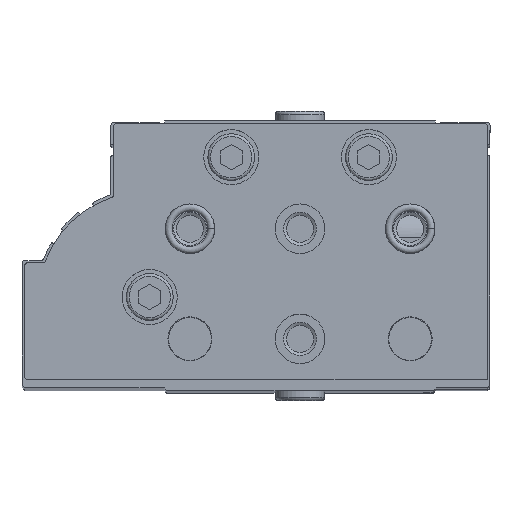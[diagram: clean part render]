
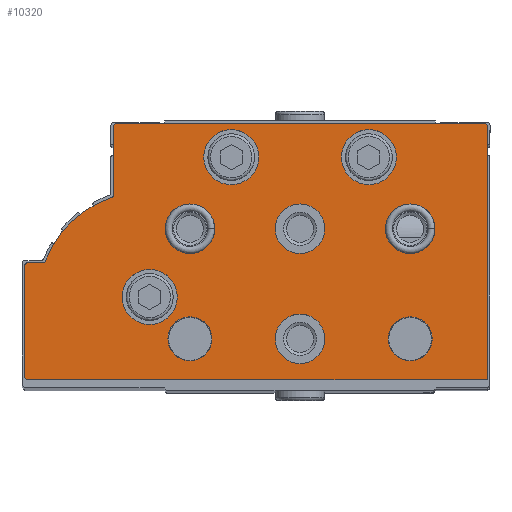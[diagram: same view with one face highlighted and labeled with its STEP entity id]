
A CAD part, top view. The second image highlights one B-rep face of the part: STEP entity #10320.
In plain terms, the highlighted face is planar.
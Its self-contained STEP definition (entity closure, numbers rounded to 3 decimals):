
#1064=LINE('',#17332,#1878);
#1066=LINE('',#17336,#1880);
#1069=LINE('',#17344,#1883);
#1072=LINE('',#17352,#1886);
#1077=LINE('',#17368,#1891);
#1080=LINE('',#17376,#1894);
#1878=VECTOR('',#14036,1000.);
#1880=VECTOR('',#14040,1000.);
#1883=VECTOR('',#14049,1000.);
#1886=VECTOR('',#14058,1000.);
#1891=VECTOR('',#14077,1000.);
#1894=VECTOR('',#14086,1000.);
#4083=ORIENTED_EDGE('',*,*,#5898,.T.);
#4084=ORIENTED_EDGE('',*,*,#5899,.T.);
#4085=ORIENTED_EDGE('',*,*,#5900,.T.);
#4086=ORIENTED_EDGE('',*,*,#5901,.T.);
#4087=ORIENTED_EDGE('',*,*,#5902,.T.);
#4088=ORIENTED_EDGE('',*,*,#5903,.T.);
#4089=ORIENTED_EDGE('',*,*,#5904,.T.);
#4090=ORIENTED_EDGE('',*,*,#5905,.T.);
#4091=ORIENTED_EDGE('',*,*,#5906,.T.);
#4092=ORIENTED_EDGE('',*,*,#5871,.F.);
#4093=ORIENTED_EDGE('',*,*,#5896,.F.);
#4094=ORIENTED_EDGE('',*,*,#5894,.F.);
#4095=ORIENTED_EDGE('',*,*,#5892,.F.);
#4096=ORIENTED_EDGE('',*,*,#5890,.T.);
#4097=ORIENTED_EDGE('',*,*,#5888,.F.);
#4098=ORIENTED_EDGE('',*,*,#5886,.T.);
#4099=ORIENTED_EDGE('',*,*,#5884,.F.);
#4100=ORIENTED_EDGE('',*,*,#5882,.F.);
#4101=ORIENTED_EDGE('',*,*,#5880,.F.);
#4102=ORIENTED_EDGE('',*,*,#5878,.F.);
#4103=ORIENTED_EDGE('',*,*,#5876,.F.);
#4104=ORIENTED_EDGE('',*,*,#5874,.F.);
#5871=EDGE_CURVE('',#6994,#6995,#7590,.T.);
#5874=EDGE_CURVE('',#6995,#6996,#1064,.T.);
#5876=EDGE_CURVE('',#6996,#6997,#1066,.T.);
#5878=EDGE_CURVE('',#6997,#6998,#7591,.T.);
#5880=EDGE_CURVE('',#6998,#6999,#1069,.T.);
#5882=EDGE_CURVE('',#6999,#7000,#7592,.T.);
#5884=EDGE_CURVE('',#7000,#7001,#1072,.T.);
#5886=EDGE_CURVE('',#7002,#7001,#7593,.T.);
#5888=EDGE_CURVE('',#7002,#7003,#7594,.T.);
#5890=EDGE_CURVE('',#7004,#7003,#7595,.T.);
#5892=EDGE_CURVE('',#7004,#7005,#1077,.T.);
#5894=EDGE_CURVE('',#7005,#7006,#7596,.T.);
#5896=EDGE_CURVE('',#7006,#6994,#1080,.T.);
#5898=EDGE_CURVE('',#7007,#7007,#7597,.T.);
#5899=EDGE_CURVE('',#7008,#7008,#7598,.T.);
#5900=EDGE_CURVE('',#7009,#7009,#7599,.T.);
#5901=EDGE_CURVE('',#7010,#7010,#7600,.T.);
#5902=EDGE_CURVE('',#7011,#7011,#7601,.T.);
#5903=EDGE_CURVE('',#7012,#7012,#7602,.T.);
#5904=EDGE_CURVE('',#7013,#7013,#7603,.T.);
#5905=EDGE_CURVE('',#7014,#7014,#7604,.T.);
#5906=EDGE_CURVE('',#7015,#7015,#7605,.T.);
#6994=VERTEX_POINT('',#17327);
#6995=VERTEX_POINT('',#17328);
#6996=VERTEX_POINT('',#17333);
#6997=VERTEX_POINT('',#17337);
#6998=VERTEX_POINT('',#17341);
#6999=VERTEX_POINT('',#17345);
#7000=VERTEX_POINT('',#17349);
#7001=VERTEX_POINT('',#17353);
#7002=VERTEX_POINT('',#17357);
#7003=VERTEX_POINT('',#17361);
#7004=VERTEX_POINT('',#17365);
#7005=VERTEX_POINT('',#17369);
#7006=VERTEX_POINT('',#17373);
#7007=VERTEX_POINT('',#17380);
#7008=VERTEX_POINT('',#17382);
#7009=VERTEX_POINT('',#17384);
#7010=VERTEX_POINT('',#17386);
#7011=VERTEX_POINT('',#17388);
#7012=VERTEX_POINT('',#17390);
#7013=VERTEX_POINT('',#17392);
#7014=VERTEX_POINT('',#17394);
#7015=VERTEX_POINT('',#17396);
#7590=CIRCLE('',#11411,0.5);
#7591=CIRCLE('',#11415,0.5);
#7592=CIRCLE('',#11418,0.5);
#7593=CIRCLE('',#11421,0.5);
#7594=CIRCLE('',#11423,19.5);
#7595=CIRCLE('',#11425,0.5);
#7596=CIRCLE('',#11428,0.5);
#7597=CIRCLE('',#11431,5.);
#7598=CIRCLE('',#11432,5.);
#7599=CIRCLE('',#11433,5.);
#7600=CIRCLE('',#11434,4.5);
#7601=CIRCLE('',#11435,4.5);
#7602=CIRCLE('',#11436,4.5);
#7603=CIRCLE('',#11437,4.5);
#7604=CIRCLE('',#11438,4.);
#7605=CIRCLE('',#11439,4.);
#8330=EDGE_LOOP('',(#4083));
#8331=EDGE_LOOP('',(#4084));
#8332=EDGE_LOOP('',(#4085));
#8333=EDGE_LOOP('',(#4086));
#8334=EDGE_LOOP('',(#4087));
#8335=EDGE_LOOP('',(#4088));
#8336=EDGE_LOOP('',(#4089));
#8337=EDGE_LOOP('',(#4090));
#8338=EDGE_LOOP('',(#4091));
#8339=EDGE_LOOP('',(#4092,#4093,#4094,#4095,#4096,#4097,#4098,#4099,#4100,
#4101,#4102,#4103,#4104));
#9250=FACE_BOUND('',#8330,.T.);
#9251=FACE_BOUND('',#8331,.T.);
#9252=FACE_BOUND('',#8332,.T.);
#9253=FACE_BOUND('',#8333,.T.);
#9254=FACE_BOUND('',#8334,.T.);
#9255=FACE_BOUND('',#8335,.T.);
#9256=FACE_BOUND('',#8336,.T.);
#9257=FACE_BOUND('',#8337,.T.);
#9258=FACE_BOUND('',#8338,.T.);
#9259=FACE_BOUND('',#8339,.T.);
#9799=PLANE('',#11430);
#10320=ADVANCED_FACE('',(#9250,#9251,#9252,#9253,#9254,#9255,#9256,#9257,
#9258,#9259),#9799,.F.);
#11411=AXIS2_PLACEMENT_3D('',#17326,#14030,#14031);
#11415=AXIS2_PLACEMENT_3D('',#17340,#14044,#14045);
#11418=AXIS2_PLACEMENT_3D('',#17348,#14053,#14054);
#11421=AXIS2_PLACEMENT_3D('',#17356,#14062,#14063);
#11423=AXIS2_PLACEMENT_3D('',#17360,#14067,#14068);
#11425=AXIS2_PLACEMENT_3D('',#17364,#14072,#14073);
#11428=AXIS2_PLACEMENT_3D('',#17372,#14081,#14082);
#11430=AXIS2_PLACEMENT_3D('',#17378,#14088,#14089);
#11431=AXIS2_PLACEMENT_3D('',#17379,#14090,#14091);
#11432=AXIS2_PLACEMENT_3D('',#17381,#14092,#14093);
#11433=AXIS2_PLACEMENT_3D('',#17383,#14094,#14095);
#11434=AXIS2_PLACEMENT_3D('',#17385,#14096,#14097);
#11435=AXIS2_PLACEMENT_3D('',#17387,#14098,#14099);
#11436=AXIS2_PLACEMENT_3D('',#17389,#14100,#14101);
#11437=AXIS2_PLACEMENT_3D('',#17391,#14102,#14103);
#11438=AXIS2_PLACEMENT_3D('',#17393,#14104,#14105);
#11439=AXIS2_PLACEMENT_3D('',#17395,#14106,#14107);
#14030=DIRECTION('',(0.,0.,1.));
#14031=DIRECTION('',(1.,0.,0.));
#14036=DIRECTION('',(0.,-1.,0.));
#14040=DIRECTION('',(1.,0.,0.));
#14044=DIRECTION('',(0.,0.,1.));
#14045=DIRECTION('',(1.,0.,0.));
#14049=DIRECTION('',(0.,1.,0.));
#14053=DIRECTION('',(0.,0.,1.));
#14054=DIRECTION('',(1.,0.,0.));
#14058=DIRECTION('',(-1.,0.,0.));
#14062=DIRECTION('',(0.,0.,1.));
#14063=DIRECTION('',(1.,0.,0.));
#14067=DIRECTION('',(0.,0.,1.));
#14068=DIRECTION('',(1.,0.,0.));
#14072=DIRECTION('',(0.,0.,1.));
#14073=DIRECTION('',(1.,0.,0.));
#14077=DIRECTION('',(0.,1.,0.));
#14081=DIRECTION('',(0.,0.,1.));
#14082=DIRECTION('',(1.,0.,0.));
#14086=DIRECTION('',(-1.,0.,0.));
#14088=DIRECTION('',(0.,0.,1.));
#14089=DIRECTION('',(1.,0.,0.));
#14090=DIRECTION('',(0.,0.,1.));
#14091=DIRECTION('',(1.,0.,0.));
#14092=DIRECTION('',(0.,0.,1.));
#14093=DIRECTION('',(1.,0.,0.));
#14094=DIRECTION('',(0.,0.,1.));
#14095=DIRECTION('',(1.,0.,0.));
#14096=DIRECTION('',(0.,0.,1.));
#14097=DIRECTION('',(1.,0.,0.));
#14098=DIRECTION('',(0.,0.,1.));
#14099=DIRECTION('',(1.,0.,0.));
#14100=DIRECTION('',(0.,0.,1.));
#14101=DIRECTION('',(1.,0.,0.));
#14102=DIRECTION('',(0.,0.,1.));
#14103=DIRECTION('',(1.,0.,0.));
#14104=DIRECTION('',(0.,0.,1.));
#14105=DIRECTION('',(1.,0.,0.));
#14106=DIRECTION('',(0.,0.,1.));
#14107=DIRECTION('',(1.,0.,0.));
#17326=CARTESIAN_POINT('',(0.5,46.,0.));
#17327=CARTESIAN_POINT('',(0.5,46.5,0.));
#17328=CARTESIAN_POINT('',(0.,46.,0.));
#17332=CARTESIAN_POINT('',(0.,46.,0.));
#17333=CARTESIAN_POINT('',(0.,0.,0.));
#17336=CARTESIAN_POINT('',(0.,0.,0.));
#17337=CARTESIAN_POINT('',(83.5,0.,0.));
#17340=CARTESIAN_POINT('',(83.5,0.5,0.));
#17341=CARTESIAN_POINT('',(84.,0.5,0.));
#17344=CARTESIAN_POINT('',(84.,0.5,0.));
#17345=CARTESIAN_POINT('',(84.,20.7,0.));
#17348=CARTESIAN_POINT('',(83.5,20.7,0.));
#17349=CARTESIAN_POINT('',(83.5,21.2,0.));
#17352=CARTESIAN_POINT('',(83.5,21.2,0.));
#17353=CARTESIAN_POINT('',(80.697,21.2,0.));
#17356=CARTESIAN_POINT('',(80.697,21.7,0.));
#17357=CARTESIAN_POINT('',(80.23,21.523,0.));
#17360=CARTESIAN_POINT('',(62.,14.6,0.));
#17361=CARTESIAN_POINT('',(68.191,33.091,0.));
#17364=CARTESIAN_POINT('',(68.35,33.565,0.));
#17365=CARTESIAN_POINT('',(67.85,33.565,0.));
#17368=CARTESIAN_POINT('',(67.85,33.565,0.));
#17369=CARTESIAN_POINT('',(67.85,46.,0.));
#17372=CARTESIAN_POINT('',(67.35,46.,0.));
#17373=CARTESIAN_POINT('',(67.35,46.5,0.));
#17376=CARTESIAN_POINT('',(67.35,46.5,0.));
#17378=CARTESIAN_POINT('',(0.5,46.,0.));
#17379=CARTESIAN_POINT('',(61.3,15.,0.));
#17380=CARTESIAN_POINT('',(66.3,15.,0.));
#17381=CARTESIAN_POINT('',(46.5,40.4,0.));
#17382=CARTESIAN_POINT('',(51.5,40.4,0.));
#17383=CARTESIAN_POINT('',(21.5,40.4,0.));
#17384=CARTESIAN_POINT('',(26.5,40.4,0.));
#17385=CARTESIAN_POINT('',(54.,27.4,0.));
#17386=CARTESIAN_POINT('',(58.5,27.4,0.));
#17387=CARTESIAN_POINT('',(34.,27.4,0.));
#17388=CARTESIAN_POINT('',(38.5,27.4,0.));
#17389=CARTESIAN_POINT('',(14.,27.4,0.));
#17390=CARTESIAN_POINT('',(18.5,27.4,0.));
#17391=CARTESIAN_POINT('',(34.,7.4,0.));
#17392=CARTESIAN_POINT('',(38.5,7.4,0.));
#17393=CARTESIAN_POINT('',(54.,7.4,0.));
#17394=CARTESIAN_POINT('',(58.,7.4,0.));
#17395=CARTESIAN_POINT('',(14.,7.4,0.));
#17396=CARTESIAN_POINT('',(18.,7.4,0.));
